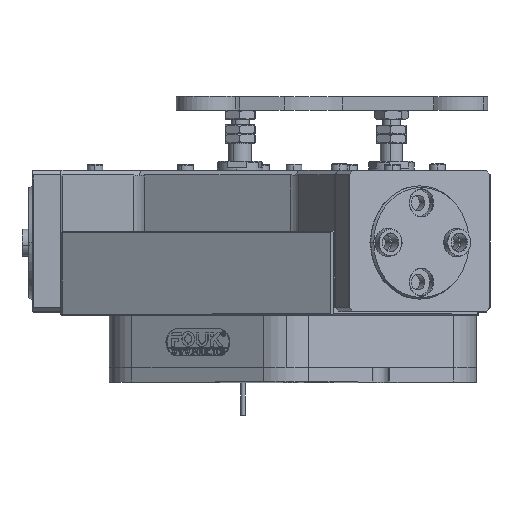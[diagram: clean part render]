
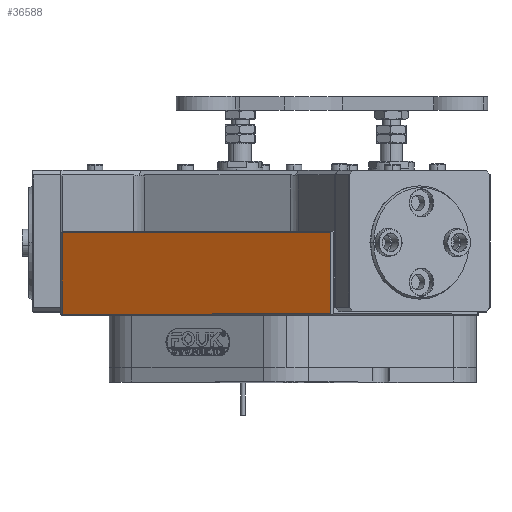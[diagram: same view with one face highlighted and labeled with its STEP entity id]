
A CAD part, top view. The second image highlights one B-rep face of the part: STEP entity #36588.
In plain terms, the highlighted planar face has unit normal (-0.5, 0, 0.866).
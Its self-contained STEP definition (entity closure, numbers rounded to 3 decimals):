
#8 = VECTOR ( 'NONE', #27654, 1000. ) ;
#774 = ORIENTED_EDGE ( 'NONE', *, *, #8917, .T. ) ;
#855 = CARTESIAN_POINT ( 'NONE',  ( 17.78, 59.4, 106.106 ) ) ;
#2867 = AXIS2_PLACEMENT_3D ( 'NONE', #30329, #3970, #18634 ) ;
#3970 = DIRECTION ( 'NONE',  ( -0.5, 0., 0.866 ) ) ;
#4975 = EDGE_CURVE ( 'NONE', #44964, #34269, #7284, .T. ) ;
#5254 = LINE ( 'NONE', #12878, #8 ) ;
#7284 = LINE ( 'NONE', #28802, #46770 ) ;
#8917 = EDGE_CURVE ( 'NONE', #36760, #44964, #23276, .T. ) ;
#9559 = ORIENTED_EDGE ( 'NONE', *, *, #37315, .T. ) ;
#12878 = CARTESIAN_POINT ( 'NONE',  ( -100.78, -91.541, 37.655 ) ) ;
#14676 = EDGE_LOOP ( 'NONE', ( #43905, #9559, #15907, #774 ) ) ;
#15907 = ORIENTED_EDGE ( 'NONE', *, *, #23284, .T. ) ;
#16518 = CARTESIAN_POINT ( 'NONE',  ( 17.78, 23.5, 106.106 ) ) ;
#17642 = DIRECTION ( 'NONE',  ( 0., 1., 0. ) ) ;
#18634 = DIRECTION ( 'NONE',  ( 0.866, 0., 0.5 ) ) ;
#18818 = VECTOR ( 'NONE', #32385, 1000. ) ;
#23276 = LINE ( 'NONE', #39880, #26181 ) ;
#23284 = EDGE_CURVE ( 'NONE', #41983, #36760, #46659, .T. ) ;
#26181 = VECTOR ( 'NONE', #17642, 1000. ) ;
#27654 = DIRECTION ( 'NONE',  ( 0., -1., 0. ) ) ;
#28802 = CARTESIAN_POINT ( 'NONE',  ( -41.5, 59.4, 71.88 ) ) ;
#30329 = CARTESIAN_POINT ( 'NONE',  ( -41.5, -91.541, 71.88 ) ) ;
#32385 = DIRECTION ( 'NONE',  ( 0.866, 0., 0.5 ) ) ;
#33890 = PLANE ( 'NONE',  #2867 ) ;
#34083 = CARTESIAN_POINT ( 'NONE',  ( -100.78, 23.5, 37.655 ) ) ;
#34269 = VERTEX_POINT ( 'NONE', #38978 ) ;
#36588 = ADVANCED_FACE ( 'NONE', ( #43113 ), #33890, .T. ) ;
#36760 = VERTEX_POINT ( 'NONE', #16518 ) ;
#37315 = EDGE_CURVE ( 'NONE', #34269, #41983, #5254, .T. ) ;
#38978 = CARTESIAN_POINT ( 'NONE',  ( -100.78, 59.4, 37.655 ) ) ;
#39880 = CARTESIAN_POINT ( 'NONE',  ( 17.78, -91.541, 106.106 ) ) ;
#41983 = VERTEX_POINT ( 'NONE', #34083 ) ;
#43113 = FACE_OUTER_BOUND ( 'NONE', #14676, .T. ) ;
#43398 = CARTESIAN_POINT ( 'NONE',  ( -41.5, 23.5, 71.88 ) ) ;
#43905 = ORIENTED_EDGE ( 'NONE', *, *, #4975, .T. ) ;
#44032 = DIRECTION ( 'NONE',  ( -0.866, 0., -0.5 ) ) ;
#44964 = VERTEX_POINT ( 'NONE', #855 ) ;
#46659 = LINE ( 'NONE', #43398, #18818 ) ;
#46770 = VECTOR ( 'NONE', #44032, 1000. ) ;
